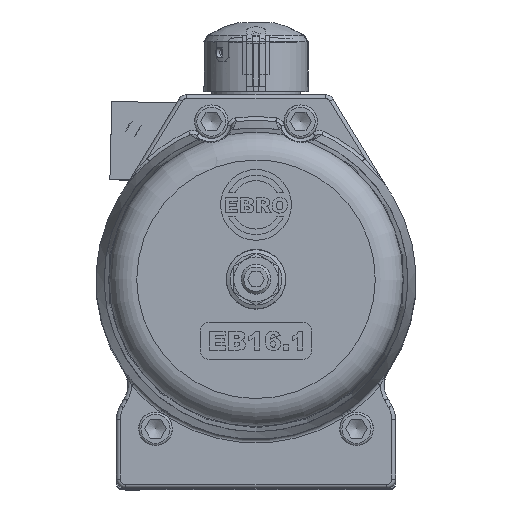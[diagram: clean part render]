
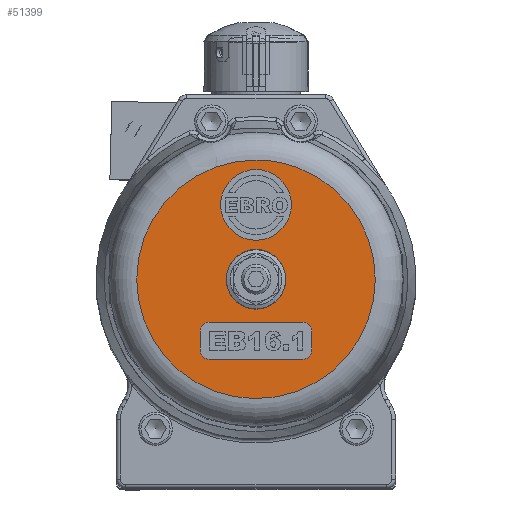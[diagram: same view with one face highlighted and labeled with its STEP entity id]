
A CAD part, top view. The second image highlights one B-rep face of the part: STEP entity #51399.
In plain terms, the highlighted planar face has unit normal (0, 0, 1).
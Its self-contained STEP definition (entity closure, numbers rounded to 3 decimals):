
#2373=LINE('',#87113,#4953);
#2378=LINE('',#87124,#4958);
#2381=LINE('',#87132,#4961);
#2629=LINE('',#88502,#5209);
#4953=VECTOR('',#63427,10.);
#4958=VECTOR('',#63438,10.);
#4961=VECTOR('',#63447,10.);
#5209=VECTOR('',#63907,10.);
#7584=PLANE('',#56727);
#8953=CIRCLE('',#54273,5.);
#8957=CIRCLE('',#54280,5.);
#8958=CIRCLE('',#54283,5.);
#8959=CIRCLE('',#54286,5.);
#8969=CIRCLE('',#54393,19.);
#8974=CIRCLE('',#54400,64.086);
#10111=CIRCLE('',#56728,14.85);
#11348=FACE_BOUND('',#17855,.T.);
#11349=FACE_BOUND('',#17856,.T.);
#11350=FACE_BOUND('',#17857,.T.);
#14192=FACE_OUTER_BOUND('',#17854,.T.);
#17854=EDGE_LOOP('',(#43665));
#17855=EDGE_LOOP('',(#43666));
#17856=EDGE_LOOP('',(#43667));
#17857=EDGE_LOOP('',(#43668,#43669,#43670,#43671,#43672,#43673,#43674,#43675));
#21586=VERTEX_POINT('',#86935);
#21587=VERTEX_POINT('',#86937);
#21644=VERTEX_POINT('',#87112);
#21645=VERTEX_POINT('',#87116);
#21646=VERTEX_POINT('',#87118);
#21647=VERTEX_POINT('',#87122);
#21648=VERTEX_POINT('',#87126);
#21649=VERTEX_POINT('',#87130);
#21867=VERTEX_POINT('',#88505);
#21872=VERTEX_POINT('',#88657);
#23692=VERTEX_POINT('',#119935);
#27195=EDGE_CURVE('',#21586,#21587,#8953,.T.);
#27254=EDGE_CURVE('',#21644,#21587,#2373,.T.);
#27257=EDGE_CURVE('',#21645,#21646,#8957,.T.);
#27260=EDGE_CURVE('',#21645,#21647,#2378,.T.);
#27262=EDGE_CURVE('',#21648,#21647,#8958,.T.);
#27264=EDGE_CURVE('',#21648,#21649,#2381,.T.);
#27265=EDGE_CURVE('',#21644,#21649,#8959,.T.);
#27616=EDGE_CURVE('',#21586,#21646,#2629,.T.);
#27617=EDGE_CURVE('',#21867,#21867,#8969,.T.);
#27627=EDGE_CURVE('',#21872,#21872,#8974,.T.);
#30468=EDGE_CURVE('',#23692,#23692,#10111,.T.);
#43665=ORIENTED_EDGE('',*,*,#27627,.T.);
#43666=ORIENTED_EDGE('',*,*,#30468,.F.);
#43667=ORIENTED_EDGE('',*,*,#27617,.T.);
#43668=ORIENTED_EDGE('',*,*,#27254,.T.);
#43669=ORIENTED_EDGE('',*,*,#27195,.F.);
#43670=ORIENTED_EDGE('',*,*,#27616,.T.);
#43671=ORIENTED_EDGE('',*,*,#27257,.F.);
#43672=ORIENTED_EDGE('',*,*,#27260,.T.);
#43673=ORIENTED_EDGE('',*,*,#27262,.F.);
#43674=ORIENTED_EDGE('',*,*,#27264,.T.);
#43675=ORIENTED_EDGE('',*,*,#27265,.F.);
#51399=ADVANCED_FACE('',(#14192,#11348,#11349,#11350),#7584,.T.);
#54273=AXIS2_PLACEMENT_3D('',#86938,#63380,#63381);
#54280=AXIS2_PLACEMENT_3D('',#87119,#63432,#63433);
#54283=AXIS2_PLACEMENT_3D('',#87128,#63442,#63443);
#54286=AXIS2_PLACEMENT_3D('',#87134,#63450,#63451);
#54393=AXIS2_PLACEMENT_3D('',#88506,#63912,#63913);
#54400=AXIS2_PLACEMENT_3D('',#88658,#63926,#63927);
#56727=AXIS2_PLACEMENT_3D('',#119934,#69411,#69412);
#56728=AXIS2_PLACEMENT_3D('',#119936,#69413,#69414);
#63380=DIRECTION('center_axis',(0.,0.,
1.));
#63381=DIRECTION('ref_axis',(-0.707,-0.707,0.));
#63427=DIRECTION('',(-1.,0.,0.));
#63432=DIRECTION('center_axis',(0.,0.,
1.));
#63433=DIRECTION('ref_axis',(-0.707,0.707,0.));
#63438=DIRECTION('',(1.,0.,0.));
#63442=DIRECTION('center_axis',(0.,0.,
1.));
#63443=DIRECTION('ref_axis',(0.707,0.707,0.));
#63447=DIRECTION('',(0.,-1.,0.));
#63450=DIRECTION('center_axis',(0.,0.,
1.));
#63451=DIRECTION('ref_axis',(0.707,-0.707,0.));
#63907=DIRECTION('',(0.,1.,0.));
#63912=DIRECTION('center_axis',(0.,0.,
-1.));
#63913=DIRECTION('ref_axis',(0.,-1.,0.));
#63926=DIRECTION('center_axis',(0.,0.,
1.));
#63927=DIRECTION('ref_axis',(0.,1.,0.));
#69411=DIRECTION('center_axis',(0.,0.,
1.));
#69412=DIRECTION('ref_axis',(1.,0.,0.));
#69413=DIRECTION('center_axis',(0.,0.,
1.));
#69414=DIRECTION('ref_axis',(1.,0.,0.));
#86935=CARTESIAN_POINT('',(-89.378,-4.627,433.816));
#86937=CARTESIAN_POINT('',(-84.378,-9.627,433.816));
#86938=CARTESIAN_POINT('Origin',(-84.378,-4.627,433.816));
#87112=CARTESIAN_POINT('',(-34.378,-9.627,433.816));
#87113=CARTESIAN_POINT('',(-74.378,-9.627,433.816));
#87116=CARTESIAN_POINT('',(-84.378,10.373,433.816));
#87118=CARTESIAN_POINT('',(-89.378,5.373,433.816));
#87119=CARTESIAN_POINT('Origin',(-84.378,5.373,433.816));
#87122=CARTESIAN_POINT('',(-34.378,10.373,433.816));
#87124=CARTESIAN_POINT('',(-44.378,10.373,433.816));
#87126=CARTESIAN_POINT('',(-29.378,5.373,433.816));
#87128=CARTESIAN_POINT('Origin',(-34.378,5.373,433.816));
#87130=CARTESIAN_POINT('',(-29.378,-4.627,433.816));
#87132=CARTESIAN_POINT('',(-29.378,27.895,433.816));
#87134=CARTESIAN_POINT('Origin',(-34.378,-4.627,433.816));
#88502=CARTESIAN_POINT('',(-89.378,37.895,433.816));
#88505=CARTESIAN_POINT('',(-59.378,92.373,433.816));
#88506=CARTESIAN_POINT('Origin',(-59.378,73.373,433.816));
#88657=CARTESIAN_POINT('',(-59.378,97.459,433.816));
#88658=CARTESIAN_POINT('Origin',(-59.378,33.373,433.816));
#119934=CARTESIAN_POINT('Origin',(-59.378,65.416,433.816));
#119935=CARTESIAN_POINT('',(-59.378,48.223,433.816));
#119936=CARTESIAN_POINT('Origin',(-59.378,33.373,433.816));
